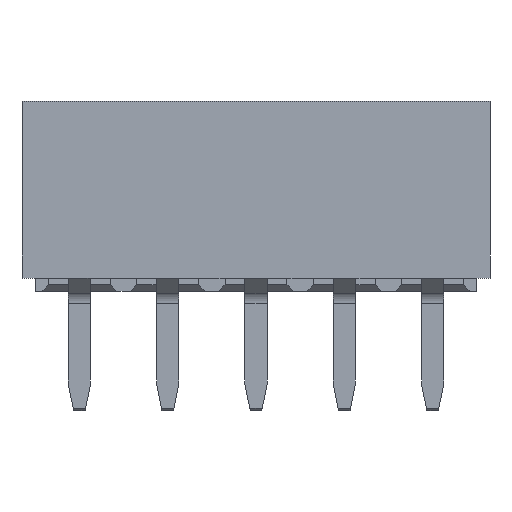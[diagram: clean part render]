
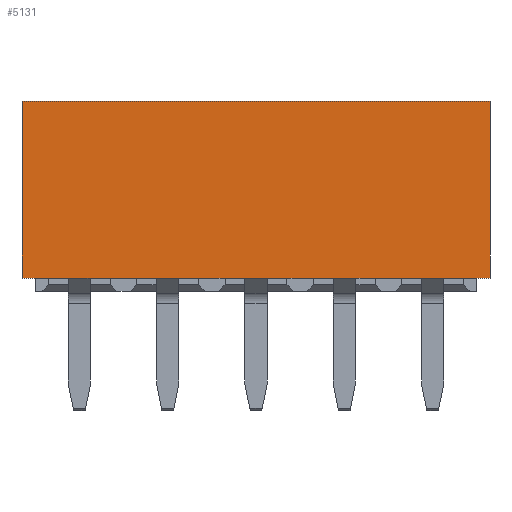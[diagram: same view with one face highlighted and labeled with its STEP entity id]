
A CAD part, front view. The second image highlights one B-rep face of the part: STEP entity #5131.
In plain terms, the highlighted planar face has unit normal (0, -1, 0).
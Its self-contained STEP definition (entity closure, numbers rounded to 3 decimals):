
#378=ORIENTED_EDGE('',*,*,#1861,.F.);
#379=ORIENTED_EDGE('',*,*,#1866,.T.);
#380=ORIENTED_EDGE('',*,*,#1865,.F.);
#381=ORIENTED_EDGE('',*,*,#1715,.F.);
#1715=EDGE_CURVE('',#2465,#2466,#2935,.T.);
#1861=EDGE_CURVE('',#2601,#2465,#3081,.T.);
#1865=EDGE_CURVE('',#2466,#2602,#3085,.T.);
#1866=EDGE_CURVE('',#2601,#2602,#3086,.T.);
#2465=VERTEX_POINT('',#7241);
#2466=VERTEX_POINT('',#7243);
#2601=VERTEX_POINT('',#7543);
#2602=VERTEX_POINT('',#7548);
#2935=LINE('',#7242,#3609);
#3081=LINE('',#7544,#3755);
#3085=LINE('',#7551,#3759);
#3086=LINE('',#7553,#3760);
#3609=VECTOR('',#5818,1000.);
#3755=VECTOR('',#6004,1000.);
#3759=VECTOR('',#6010,1000.);
#3760=VECTOR('',#6013,1000.);
#4286=EDGE_LOOP('',(#378,#379,#380,#381));
#4592=FACE_BOUND('',#4286,.T.);
#4888=PLANE('',#5443);
#5131=ADVANCED_FACE('',(#4592),#4888,.F.);
#5443=AXIS2_PLACEMENT_3D('',#7552,#6011,#6012);
#5818=DIRECTION('',(1.,0.,0.));
#6004=DIRECTION('',(0.,0.,1.));
#6010=DIRECTION('',(0.,0.,-1.));
#6011=DIRECTION('',(0.,1.,0.));
#6012=DIRECTION('',(0.,0.,1.));
#6013=DIRECTION('',(1.,0.,0.));
#7241=CARTESIAN_POINT('',(-5.3,-2.,2.15));
#7242=CARTESIAN_POINT('',(-5.3,-2.,2.15));
#7243=CARTESIAN_POINT('',(5.3,-2.,2.15));
#7543=CARTESIAN_POINT('',(-5.3,-2.,-1.85));
#7544=CARTESIAN_POINT('',(-5.3,-2.,-2.15));
#7548=CARTESIAN_POINT('',(5.3,-2.,-1.85));
#7551=CARTESIAN_POINT('',(5.3,-2.,2.15));
#7552=CARTESIAN_POINT('',(0.,-2.,0.));
#7553=CARTESIAN_POINT('',(-5.3,-2.,-1.85));
